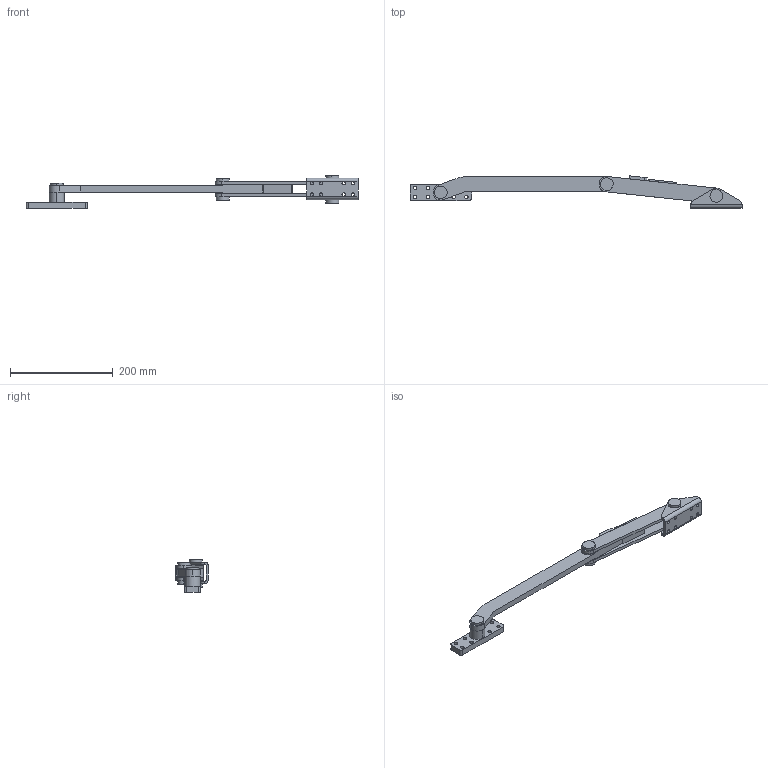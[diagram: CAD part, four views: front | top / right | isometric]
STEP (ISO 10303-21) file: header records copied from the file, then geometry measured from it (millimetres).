
FILE_DESCRIPTION (( 'STEP AP203' ), '1' );
FILE_NAME ('B-1456-1-R.STEP', '2009-12-16T08:22:32', ( ' ' ), ( ' ' ), 'SwSTEP 2.0', 'SolidWorks 2007', '' );
FILE_SCHEMA (( 'CONFIG_CONTROL_DESIGN' ));
Length unit declared in the file: millimetre
Products named in the file (15): B-1456-1-R僇儔乕A__棉太倌; B-1456-1-R僽儔働僢僩B__棉太倌; B-1456-1-R軸ピン止め__ﾃﾞﾌｫﾙﾄ; B-1456-1-R幉僺儞A__棉太倌; B-1456-1-R儚僢僔儍乕A__棉太倌; B-1456-1-R僽儔働僢僩A__棉太倌; B-1456-1-R儚僢僔儍乕B__棉太倌; B-1456-1-R幉僺儞B__棉太倌; B-1456-1-R僇儔乕B__棉太倌; B-1456-1-R幉僺儞C__棉太倌; B-1456-1-R僗僩僢僷乕__棉太倌; B-1456-1-Rアーム用板材__ﾃﾞﾌｫﾙﾄ; B-1456-1-R; B-1456-1-R傾乕儉A__棉太倌; B-1456-1-R傾乕儉B-1__棉太倌
Assembly tree (18 placements, depth 2):
  B-1456-1-R
    B-1456-1-R軸ピン止め__ﾃﾞﾌｫﾙﾄ  x2
    B-1456-1-R儚僢僔儍乕A__棉太倌  x2
    B-1456-1-R幉僺儞A__棉太倌
    B-1456-1-R傾乕儉B-1__棉太倌  x2
    B-1456-1-R儚僢僔儍乕B__棉太倌  x2
    B-1456-1-R僽儔働僢僩B__棉太倌
    B-1456-1-R幉僺儞C__棉太倌
    B-1456-1-Rアーム用板材__ﾃﾞﾌｫﾙﾄ
    B-1456-1-R僽儔働僢僩A__棉太倌
    B-1456-1-R幉僺儞B__棉太倌
    B-1456-1-R僇儔乕A__棉太倌
    B-1456-1-R僗僩僢僷乕__棉太倌
    B-1456-1-R傾乕儉A__棉太倌
    B-1456-1-R僇儔乕B__棉太倌
Bounding box: 647.8 x 63.06 x 64 mm (x, y, z)
Volume: 385296.7 mm3; surface area: 136712.6 mm2
Topology: 18 solids, 18 shells, 202 faces, 484 edges, 322 vertices
Faces by surface type: cylinder 124, plane 78
Entity records: 7030 total; most frequent: DIRECTION 1011, CARTESIAN_POINT 919, ORIENTED_EDGE 842, EDGE_CURVE 421, AXIS2_PLACEMENT_3D 404, VERTEX_POINT 280, EDGE_LOOP 233, CIRCLE 210
